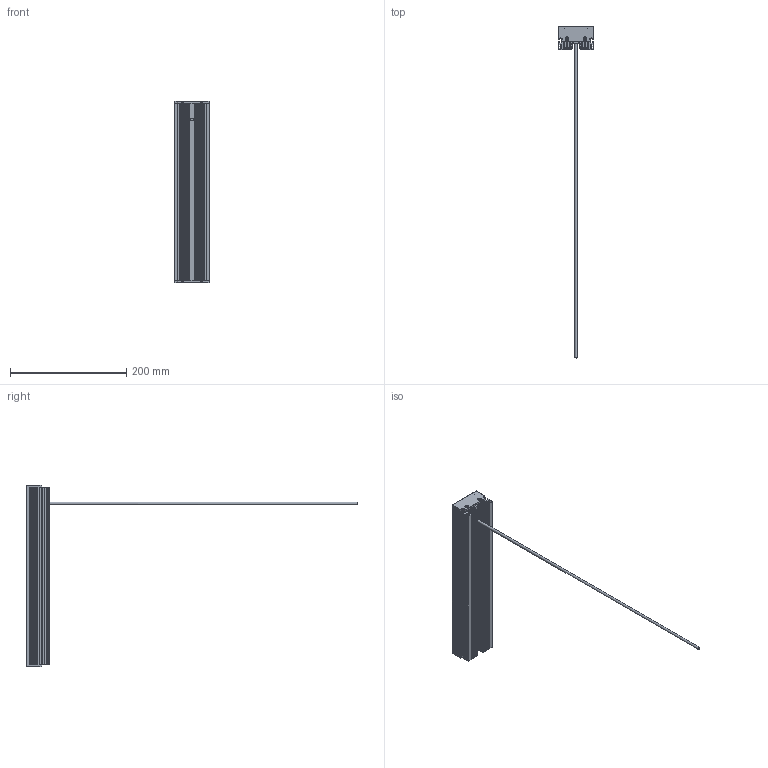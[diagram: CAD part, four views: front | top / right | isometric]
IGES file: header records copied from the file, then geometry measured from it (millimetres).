
Global section: file name: BE-A300-F; native system: Autodesk Inventor 2015; preprocessor: unknown; author: lck; date: 20150722.093804; units: millimetre
Bounding box: 60 x 571.5 x 313 mm (x, y, z)
Volume: 564292.3 mm3; surface area: 225023.4 mm2
Topology: 1 solids, 2 shells, 1262 faces, 3747 edges, 2477 vertices
Faces by surface type: bspline 1262
